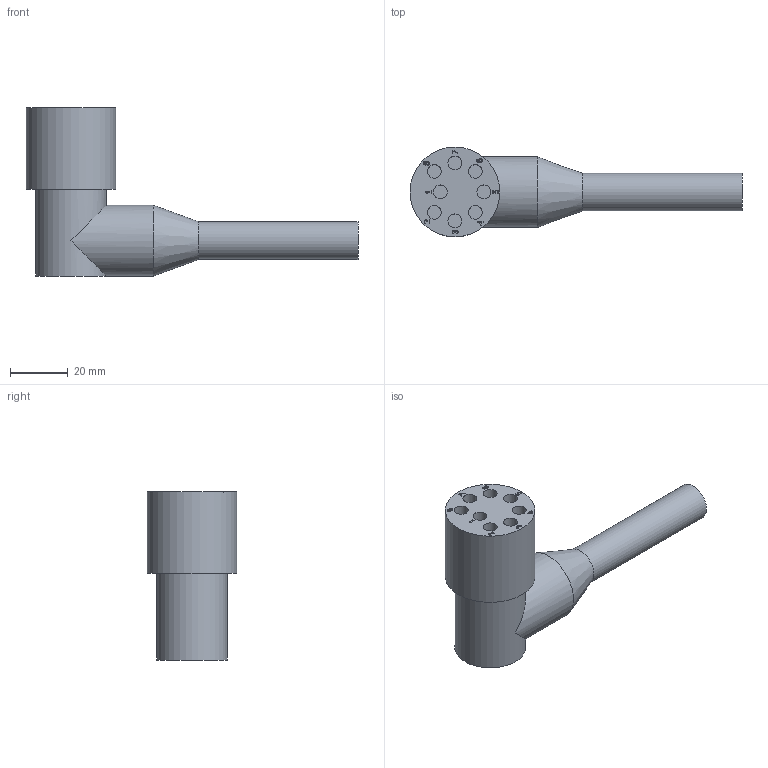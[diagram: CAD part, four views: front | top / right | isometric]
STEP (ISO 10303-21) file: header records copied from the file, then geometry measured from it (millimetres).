
FILE_DESCRIPTION(/* description */ (''),/* implementation_level */ '2;1');
FILE_NAME(/* name */ 'ILRA8F.stp',/* time_stamp */ '2014-12-01T15:43:12+01:00',/* author */ ('sh'),/* organization */ (''),/* preprocessor_version */ 'ST-DEVELOPER v15.2',/* originating_system */ 'Autodesk Inventor 2014',/* authorisation */ '');
FILE_SCHEMA (('AUTOMOTIVE_DESIGN { 1 0 10303 214 3 1 1 }'));
Length unit declared in the file: millimetre
Products named in the file (1): ILRA8F
Bounding box: 114.6 x 31 x 58 mm (x, y, z)
Volume: 52756.4 mm3; surface area: 13063.2 mm2
Topology: 1 solids, 1 shells, 175 faces, 456 edges, 304 vertices
Faces by surface type: bspline 82, plane 80, cylinder 12, cone 1
Full cylindrical faces by diameter (mm): 4.8 x8, 13 x1, 24.4 x2, 31 x1
Entity records: 5958 total; most frequent: CARTESIAN_POINT 2229, ORIENTED_EDGE 880, DIRECTION 490, EDGE_CURVE 440, VERTEX_POINT 301, LINE 250, VECTOR 250, EDGE_LOOP 209
